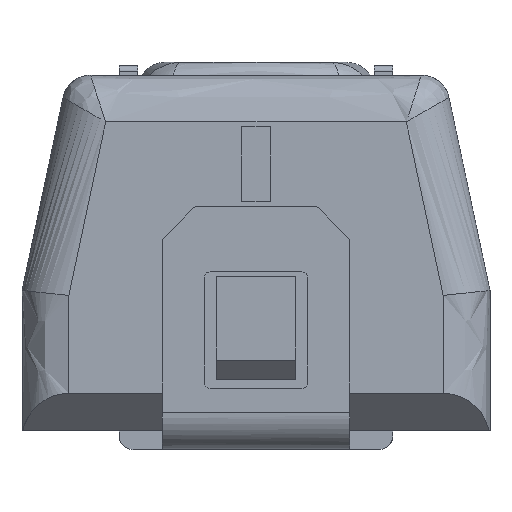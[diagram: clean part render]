
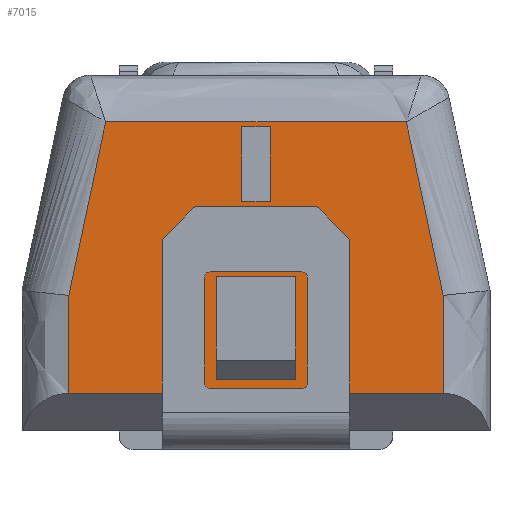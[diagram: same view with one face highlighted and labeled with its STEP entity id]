
A CAD part, left-side view. The second image highlights one B-rep face of the part: STEP entity #7015.
In plain terms, the highlighted free-form (B-spline) face has degree [1, 1] with [2, 2] control points.
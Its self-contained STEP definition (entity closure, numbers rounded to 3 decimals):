
#5027 = VERTEX_POINT('',#5028);
#5028 = CARTESIAN_POINT('',(-5.367,-0.179,
    3.876));
#5033 = EDGE_CURVE('',#5034,#5027,#5036,.T.);
#5034 = VERTEX_POINT('',#5035);
#5035 = CARTESIAN_POINT('',(-5.367,0.179,3.876
    ));
#5036 = B_SPLINE_CURVE_WITH_KNOTS('',1,(#5037,#5038),.UNSPECIFIED.,.F.,
  .F.,(2,2),(1.175,1.475),.PIECEWISE_BEZIER_KNOTS.);
#5037 = CARTESIAN_POINT('',(-5.367,0.179,3.876
    ));
#5038 = CARTESIAN_POINT('',(-5.367,-0.179,
    3.876));
#5055 = VERTEX_POINT('',#5056);
#5056 = CARTESIAN_POINT('',(-5.367,-0.179,
    2.922));
#5061 = EDGE_CURVE('',#5027,#5055,#5062,.T.);
#5062 = B_SPLINE_CURVE_WITH_KNOTS('',1,(#5063,#5064),.UNSPECIFIED.,.F.,
  .F.,(2,2),(-1.625,-0.825),.PIECEWISE_BEZIER_KNOTS.);
#5063 = CARTESIAN_POINT('',(-5.367,-0.179,
    3.876));
#5064 = CARTESIAN_POINT('',(-5.367,-0.179,
    2.922));
#5113 = VERTEX_POINT('',#5114);
#5114 = CARTESIAN_POINT('',(-5.367,0.507,0.656
    ));
#5119 = EDGE_CURVE('',#5120,#5113,#5122,.T.);
#5120 = VERTEX_POINT('',#5121);
#5121 = CARTESIAN_POINT('',(-5.367,-0.507,
    0.656));
#5122 = B_SPLINE_CURVE_WITH_KNOTS('',1,(#5123,#5124),.UNSPECIFIED.,.F.,
  .F.,(2,2),(-1.463,-0.613),.PIECEWISE_BEZIER_KNOTS.);
#5123 = CARTESIAN_POINT('',(-5.367,-0.507,
    0.656));
#5124 = CARTESIAN_POINT('',(-5.367,0.507,0.656
    ));
#5148 = VERTEX_POINT('',#5149);
#5149 = CARTESIAN_POINT('',(-5.367,0.507,
    1.968));
#5154 = EDGE_CURVE('',#5113,#5148,#5155,.T.);
#5155 = B_SPLINE_CURVE_WITH_KNOTS('',1,(#5156,#5157),.UNSPECIFIED.,.F.,
  .F.,(2,2),(0.275,1.375),.PIECEWISE_BEZIER_KNOTS.);
#5156 = CARTESIAN_POINT('',(-5.367,0.507,0.656
    ));
#5157 = CARTESIAN_POINT('',(-5.367,0.507,
    1.968));
#5170 = EDGE_CURVE('',#5171,#5034,#5173,.T.);
#5171 = VERTEX_POINT('',#5172);
#5172 = CARTESIAN_POINT('',(-5.367,0.179,2.922
    ));
#5173 = B_SPLINE_CURVE_WITH_KNOTS('',1,(#5174,#5175),.UNSPECIFIED.,.F.,
  .F.,(2,2),(1.225,2.025),.PIECEWISE_BEZIER_KNOTS.);
#5174 = CARTESIAN_POINT('',(-5.367,0.179,2.922
    ));
#5175 = CARTESIAN_POINT('',(-5.367,0.179,3.876
    ));
#5192 = EDGE_CURVE('',#5055,#5171,#5193,.T.);
#5193 = B_SPLINE_CURVE_WITH_KNOTS('',1,(#5194,#5195),.UNSPECIFIED.,.F.,
  .F.,(2,2),(-1.325,-1.025),.PIECEWISE_BEZIER_KNOTS.);
#5194 = CARTESIAN_POINT('',(-5.367,-0.179,
    2.922));
#5195 = CARTESIAN_POINT('',(-5.367,0.179,2.922
    ));
#5208 = EDGE_CURVE('',#5209,#5120,#5211,.T.);
#5209 = VERTEX_POINT('',#5210);
#5210 = CARTESIAN_POINT('',(-5.367,-0.507,
    1.968));
#5211 = B_SPLINE_CURVE_WITH_KNOTS('',1,(#5212,#5213),.UNSPECIFIED.,.F.,
  .F.,(2,2),(-0.825,0.275),.PIECEWISE_BEZIER_KNOTS.);
#5212 = CARTESIAN_POINT('',(-5.367,-0.507,
    1.968));
#5213 = CARTESIAN_POINT('',(-5.367,-0.507,
    0.656));
#5235 = EDGE_CURVE('',#5148,#5209,#5236,.T.);
#5236 = B_SPLINE_CURVE_WITH_KNOTS('',1,(#5237,#5238),.UNSPECIFIED.,.F.,
  .F.,(2,2),(1.038,1.888),.PIECEWISE_BEZIER_KNOTS.);
#5237 = CARTESIAN_POINT('',(-5.367,0.507,
    1.968));
#5238 = CARTESIAN_POINT('',(-5.367,-0.507,
    1.968));
#5586 = VERTEX_POINT('',#5587);
#5587 = CARTESIAN_POINT('',(-5.367,-1.916,
    3.936));
#5797 = VERTEX_POINT('',#5798);
#5798 = CARTESIAN_POINT('',(-5.367,1.916,
    3.936));
#5843 = EDGE_CURVE('',#5797,#5586,#5844,.T.);
#5844 = B_SPLINE_CURVE_WITH_KNOTS('',1,(#5845,#5846),.UNSPECIFIED.,.F.,
  .F.,(2,2),(-1.362,1.851),.PIECEWISE_BEZIER_KNOTS.);
#5845 = CARTESIAN_POINT('',(-5.367,1.916,
    3.936));
#5846 = CARTESIAN_POINT('',(-5.367,-1.916,
    3.936));
#5867 = VERTEX_POINT('',#5868);
#5868 = CARTESIAN_POINT('',(-5.367,2.385,
    1.726));
#5874 = EDGE_CURVE('',#5867,#5797,#5875,.T.);
#5875 = B_SPLINE_CURVE_WITH_KNOTS('',1,(#5876,#5877),.UNSPECIFIED.,.F.,
  .F.,(2,2),(-0.39,1.504),.PIECEWISE_BEZIER_KNOTS.);
#5876 = CARTESIAN_POINT('',(-5.367,2.385,
    1.726));
#5877 = CARTESIAN_POINT('',(-5.367,1.916,
    3.936));
#6415 = VERTEX_POINT('',#6416);
#6416 = CARTESIAN_POINT('',(-5.367,2.385,
    0.477));
#6432 = VERTEX_POINT('',#6433);
#6433 = CARTESIAN_POINT('',(-5.367,-2.385,
    0.477));
#6439 = EDGE_CURVE('',#6432,#6415,#6440,.T.);
#6440 = B_SPLINE_CURVE_WITH_KNOTS('',1,(#6441,#6442),.UNSPECIFIED.,.F.,
  .F.,(2,2),(-3.25,0.75),.PIECEWISE_BEZIER_KNOTS.);
#6441 = CARTESIAN_POINT('',(-5.367,-2.385,
    0.477));
#6442 = CARTESIAN_POINT('',(-5.367,2.385,
    0.477));
#6467 = VERTEX_POINT('',#6468);
#6468 = CARTESIAN_POINT('',(-5.367,-2.385,
    1.726));
#6474 = EDGE_CURVE('',#6467,#6432,#6475,.T.);
#6475 = B_SPLINE_CURVE_WITH_KNOTS('',1,(#6476,#6477),.UNSPECIFIED.,.F.,
  .F.,(2,2),(-1.447,-0.4),.PIECEWISE_BEZIER_KNOTS.);
#6476 = CARTESIAN_POINT('',(-5.367,-2.385,
    1.726));
#6477 = CARTESIAN_POINT('',(-5.367,-2.385,
    0.477));
#6660 = EDGE_CURVE('',#6415,#5867,#6661,.T.);
#6661 = B_SPLINE_CURVE_WITH_KNOTS('',1,(#6662,#6663),.UNSPECIFIED.,.F.,
  .F.,(2,2),(0.4,1.447),.PIECEWISE_BEZIER_KNOTS.);
#6662 = CARTESIAN_POINT('',(-5.367,2.385,
    0.477));
#6663 = CARTESIAN_POINT('',(-5.367,2.385,
    1.726));
#6683 = EDGE_CURVE('',#5586,#6467,#6684,.T.);
#6684 = B_SPLINE_CURVE_WITH_KNOTS('',1,(#6685,#6686),.UNSPECIFIED.,.F.,
  .F.,(2,2),(-2.16,-0.266),.PIECEWISE_BEZIER_KNOTS.);
#6685 = CARTESIAN_POINT('',(-5.367,-1.916,
    3.936));
#6686 = CARTESIAN_POINT('',(-5.367,-2.385,
    1.726));
#7015 = ADVANCED_FACE('',(#7016,#7024,#7030),#7036,.T.);
#7016 = FACE_BOUND('',#7017,.T.);
#7017 = EDGE_LOOP('',(#7018,#7019,#7020,#7021,#7022,#7023));
#7018 = ORIENTED_EDGE('',*,*,#6439,.F.);
#7019 = ORIENTED_EDGE('',*,*,#6474,.F.);
#7020 = ORIENTED_EDGE('',*,*,#6683,.F.);
#7021 = ORIENTED_EDGE('',*,*,#5843,.F.);
#7022 = ORIENTED_EDGE('',*,*,#5874,.F.);
#7023 = ORIENTED_EDGE('',*,*,#6660,.F.);
#7024 = FACE_BOUND('',#7025,.T.);
#7025 = EDGE_LOOP('',(#7026,#7027,#7028,#7029));
#7026 = ORIENTED_EDGE('',*,*,#5061,.T.);
#7027 = ORIENTED_EDGE('',*,*,#5192,.T.);
#7028 = ORIENTED_EDGE('',*,*,#5170,.T.);
#7029 = ORIENTED_EDGE('',*,*,#5033,.T.);
#7030 = FACE_BOUND('',#7031,.T.);
#7031 = EDGE_LOOP('',(#7032,#7033,#7034,#7035));
#7032 = ORIENTED_EDGE('',*,*,#5208,.T.);
#7033 = ORIENTED_EDGE('',*,*,#5119,.T.);
#7034 = ORIENTED_EDGE('',*,*,#5154,.T.);
#7035 = ORIENTED_EDGE('',*,*,#5235,.T.);
#7036 = B_SPLINE_SURFACE_WITH_KNOTS('',1,1,(
    (#7037,#7038)
    ,(#7039,#7040
    )),.UNSPECIFIED.,.F.,.F.,.F.,(2,2),(2,2),(0.5,4.5),(0.4,3.3),
  .PIECEWISE_BEZIER_KNOTS.);
#7037 = CARTESIAN_POINT('',(-5.367,2.385,
    0.477));
#7038 = CARTESIAN_POINT('',(-5.367,2.385,
    3.936));
#7039 = CARTESIAN_POINT('',(-5.367,-2.385,
    0.477));
#7040 = CARTESIAN_POINT('',(-5.367,-2.385,
    3.936));
